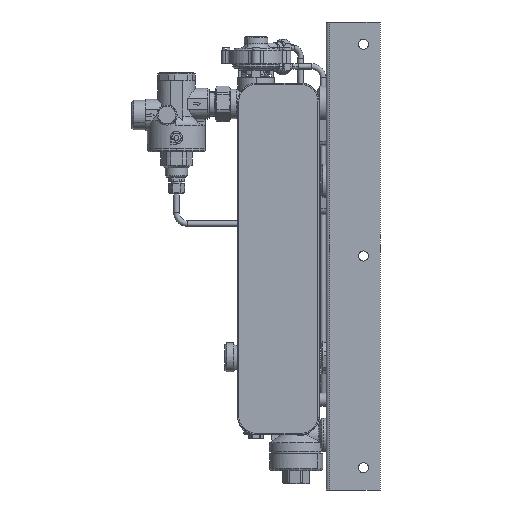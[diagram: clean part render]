
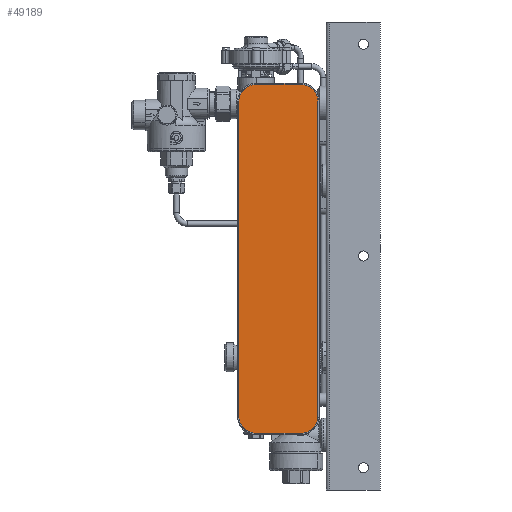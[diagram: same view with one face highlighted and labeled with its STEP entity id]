
A CAD part, left-side view. The second image highlights one B-rep face of the part: STEP entity #49189.
In plain terms, the highlighted planar face has unit normal (-1, 0, 0).
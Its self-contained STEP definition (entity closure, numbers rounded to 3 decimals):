
#49070=CARTESIAN_POINT('Axis2P3D Location',(-49.38,-43.,-139.)) ;
#49076=CARTESIAN_POINT('Control Point',(-49.38,-78.5,2.5)) ;
#49077=CARTESIAN_POINT('Control Point',(-49.38,-78.5,4.018)) ;
#49078=CARTESIAN_POINT('Control Point',(-49.38,-78.308,5.536)) ;
#49079=CARTESIAN_POINT('Control Point',(-49.38,-77.924,7.021)) ;
#49080=CARTESIAN_POINT('Control Point',(-49.38,-76.789,9.863)) ;
#49081=CARTESIAN_POINT('Control Point',(-49.38,-74.981,12.332)) ;
#49082=CARTESIAN_POINT('Control Point',(-49.38,-73.925,13.445)) ;
#49083=CARTESIAN_POINT('Control Point',(-49.38,-71.555,15.381)) ;
#49084=CARTESIAN_POINT('Control Point',(-49.38,-68.778,16.665)) ;
#49085=CARTESIAN_POINT('Control Point',(-49.38,-67.315,17.127)) ;
#49086=CARTESIAN_POINT('Control Point',(-49.38,-65.652,17.427)) ;
#49087=CARTESIAN_POINT('Control Point',(-49.38,-63.976,17.494)) ;
#49088=CARTESIAN_POINT('Control Point',(-49.38,-63.817,17.498)) ;
#49089=CARTESIAN_POINT('Control Point',(-49.38,-63.659,17.5)) ;
#49090=CARTESIAN_POINT('Control Point',(-49.38,-63.5,17.5)) ;
#49091=CARTESIAN_POINT('Vertex',(-49.38,-78.5,2.5)) ;
#49093=CARTESIAN_POINT('Vertex',(-49.38,-63.5,17.5)) ;
#49096=CARTESIAN_POINT('Line Origine',(-49.38,-43.,17.5)) ;
#49100=CARTESIAN_POINT('Vertex',(-49.38,-22.5,17.5)) ;
#49104=CARTESIAN_POINT('Control Point',(-49.38,-22.5,17.5)) ;
#49105=CARTESIAN_POINT('Control Point',(-49.38,-20.982,17.5)) ;
#49106=CARTESIAN_POINT('Control Point',(-49.38,-19.464,17.308)) ;
#49107=CARTESIAN_POINT('Control Point',(-49.38,-17.979,16.924)) ;
#49108=CARTESIAN_POINT('Control Point',(-49.38,-15.137,15.789)) ;
#49109=CARTESIAN_POINT('Control Point',(-49.38,-12.668,13.981)) ;
#49110=CARTESIAN_POINT('Control Point',(-49.38,-11.555,12.925)) ;
#49111=CARTESIAN_POINT('Control Point',(-49.38,-9.619,10.555)) ;
#49112=CARTESIAN_POINT('Control Point',(-49.38,-8.335,7.778)) ;
#49113=CARTESIAN_POINT('Control Point',(-49.38,-7.873,6.315)) ;
#49114=CARTESIAN_POINT('Control Point',(-49.38,-7.573,4.652)) ;
#49115=CARTESIAN_POINT('Control Point',(-49.38,-7.506,2.976)) ;
#49116=CARTESIAN_POINT('Control Point',(-49.38,-7.502,2.817)) ;
#49117=CARTESIAN_POINT('Control Point',(-49.38,-7.5,2.659)) ;
#49118=CARTESIAN_POINT('Control Point',(-49.38,-7.5,2.5)) ;
#49119=CARTESIAN_POINT('Vertex',(-49.38,-7.5,2.5)) ;
#49122=CARTESIAN_POINT('Line Origine',(-49.38,-7.5,-139.)) ;
#49126=CARTESIAN_POINT('Vertex',(-49.38,-7.5,-280.5)) ;
#49130=CARTESIAN_POINT('Control Point',(-49.38,-7.5,-280.5)) ;
#49131=CARTESIAN_POINT('Control Point',(-49.38,-7.5,-282.018)) ;
#49132=CARTESIAN_POINT('Control Point',(-49.38,-7.692,-283.536)) ;
#49133=CARTESIAN_POINT('Control Point',(-49.38,-8.076,-285.021)) ;
#49134=CARTESIAN_POINT('Control Point',(-49.38,-9.211,-287.863)) ;
#49135=CARTESIAN_POINT('Control Point',(-49.38,-11.019,-290.332)) ;
#49136=CARTESIAN_POINT('Control Point',(-49.38,-12.075,-291.445)) ;
#49137=CARTESIAN_POINT('Control Point',(-49.38,-14.445,-293.381)) ;
#49138=CARTESIAN_POINT('Control Point',(-49.38,-17.222,-294.665)) ;
#49139=CARTESIAN_POINT('Control Point',(-49.38,-18.685,-295.127)) ;
#49140=CARTESIAN_POINT('Control Point',(-49.38,-20.348,-295.427)) ;
#49141=CARTESIAN_POINT('Control Point',(-49.38,-22.024,-295.494)) ;
#49142=CARTESIAN_POINT('Control Point',(-49.38,-22.183,-295.498)) ;
#49143=CARTESIAN_POINT('Control Point',(-49.38,-22.341,-295.5)) ;
#49144=CARTESIAN_POINT('Control Point',(-49.38,-22.5,-295.5)) ;
#49145=CARTESIAN_POINT('Vertex',(-49.38,-22.5,-295.5)) ;
#49148=CARTESIAN_POINT('Line Origine',(-49.38,-43.,-295.5)) ;
#49152=CARTESIAN_POINT('Vertex',(-49.38,-63.5,-295.5)) ;
#49156=CARTESIAN_POINT('Control Point',(-49.38,-63.5,-295.5)) ;
#49157=CARTESIAN_POINT('Control Point',(-49.38,-65.018,-295.5)) ;
#49158=CARTESIAN_POINT('Control Point',(-49.38,-66.536,-295.308)) ;
#49159=CARTESIAN_POINT('Control Point',(-49.38,-68.021,-294.924)) ;
#49160=CARTESIAN_POINT('Control Point',(-49.38,-70.863,-293.789)) ;
#49161=CARTESIAN_POINT('Control Point',(-49.38,-73.332,-291.981)) ;
#49162=CARTESIAN_POINT('Control Point',(-49.38,-74.445,-290.925)) ;
#49163=CARTESIAN_POINT('Control Point',(-49.38,-76.381,-288.555)) ;
#49164=CARTESIAN_POINT('Control Point',(-49.38,-77.665,-285.778)) ;
#49165=CARTESIAN_POINT('Control Point',(-49.38,-78.127,-284.315)) ;
#49166=CARTESIAN_POINT('Control Point',(-49.38,-78.427,-282.652)) ;
#49167=CARTESIAN_POINT('Control Point',(-49.38,-78.494,-280.976)) ;
#49168=CARTESIAN_POINT('Control Point',(-49.38,-78.498,-280.817)) ;
#49169=CARTESIAN_POINT('Control Point',(-49.38,-78.5,-280.659)) ;
#49170=CARTESIAN_POINT('Control Point',(-49.38,-78.5,-280.5)) ;
#49171=CARTESIAN_POINT('Vertex',(-49.38,-78.5,-280.5)) ;
#49174=CARTESIAN_POINT('Line Origine',(-49.38,-78.5,-139.)) ;
#49098=VECTOR('Line Direction',#49097,1.) ;
#49124=VECTOR('Line Direction',#49123,1.) ;
#49150=VECTOR('Line Direction',#49149,1.) ;
#49176=VECTOR('Line Direction',#49175,1.) ;
#49071=DIRECTION('Axis2P3D Direction',(1.,0.,0.)) ;
#49072=DIRECTION('Axis2P3D XDirection',(0.,0.,-1.)) ;
#49097=DIRECTION('Vector Direction',(0.,1.,0.)) ;
#49123=DIRECTION('Vector Direction',(0.,0.,-1.)) ;
#49149=DIRECTION('Vector Direction',(0.,-1.,0.)) ;
#49175=DIRECTION('Vector Direction',(0.,0.,1.)) ;
#49073=AXIS2_PLACEMENT_3D('Plane Axis2P3D',#49070,#49071,#49072) ;
#49099=LINE('Line',#49096,#49098) ;
#49125=LINE('Line',#49122,#49124) ;
#49151=LINE('Line',#49148,#49150) ;
#49177=LINE('Line',#49174,#49176) ;
#49074=PLANE('',#49073) ;
#49095=EDGE_CURVE('',#49092,#49094,#49075,.T.) ;
#49102=EDGE_CURVE('',#49094,#49101,#49099,.T.) ;
#49121=EDGE_CURVE('',#49101,#49120,#49103,.T.) ;
#49128=EDGE_CURVE('',#49120,#49127,#49125,.T.) ;
#49147=EDGE_CURVE('',#49127,#49146,#49129,.T.) ;
#49154=EDGE_CURVE('',#49146,#49153,#49151,.T.) ;
#49173=EDGE_CURVE('',#49153,#49172,#49155,.T.) ;
#49178=EDGE_CURVE('',#49172,#49092,#49177,.T.) ;
#49180=ORIENTED_EDGE('',*,*,#49095,.T.) ;
#49181=ORIENTED_EDGE('',*,*,#49102,.T.) ;
#49182=ORIENTED_EDGE('',*,*,#49121,.T.) ;
#49183=ORIENTED_EDGE('',*,*,#49128,.T.) ;
#49184=ORIENTED_EDGE('',*,*,#49147,.T.) ;
#49185=ORIENTED_EDGE('',*,*,#49154,.T.) ;
#49186=ORIENTED_EDGE('',*,*,#49173,.T.) ;
#49187=ORIENTED_EDGE('',*,*,#49178,.T.) ;
#49179=EDGE_LOOP('',(#49180,#49181,#49182,#49183,#49184,#49185,#49186,#49187)) ;
#49092=VERTEX_POINT('',#49091) ;
#49094=VERTEX_POINT('',#49093) ;
#49101=VERTEX_POINT('',#49100) ;
#49120=VERTEX_POINT('',#49119) ;
#49127=VERTEX_POINT('',#49126) ;
#49146=VERTEX_POINT('',#49145) ;
#49153=VERTEX_POINT('',#49152) ;
#49172=VERTEX_POINT('',#49171) ;
#49189=ADVANCED_FACE('PartBody',(#49188),#49074,.F.) ;
#49075=B_SPLINE_CURVE_WITH_KNOTS('',5,(#49076,#49077,#49078,#49079,#49080,#49081,#49082,#49083,#49084,#49085,#49086,#49087,#49088,#49089,#49090),.UNSPECIFIED.,.F.,.U.,(6,3,3,3,6),(0.,10.733,21.466,32.199,33.321),.UNSPECIFIED.) ;
#49103=B_SPLINE_CURVE_WITH_KNOTS('',5,(#49104,#49105,#49106,#49107,#49108,#49109,#49110,#49111,#49112,#49113,#49114,#49115,#49116,#49117,#49118),.UNSPECIFIED.,.F.,.U.,(6,3,3,3,6),(0.,10.733,21.466,32.199,33.321),.UNSPECIFIED.) ;
#49129=B_SPLINE_CURVE_WITH_KNOTS('',5,(#49130,#49131,#49132,#49133,#49134,#49135,#49136,#49137,#49138,#49139,#49140,#49141,#49142,#49143,#49144),.UNSPECIFIED.,.F.,.U.,(6,3,3,3,6),(0.,10.733,21.466,32.199,33.321),.UNSPECIFIED.) ;
#49155=B_SPLINE_CURVE_WITH_KNOTS('',5,(#49156,#49157,#49158,#49159,#49160,#49161,#49162,#49163,#49164,#49165,#49166,#49167,#49168,#49169,#49170),.UNSPECIFIED.,.F.,.U.,(6,3,3,3,6),(0.,10.733,21.466,32.199,33.321),.UNSPECIFIED.) ;
#49188=FACE_OUTER_BOUND('',#49179,.T.) ;
